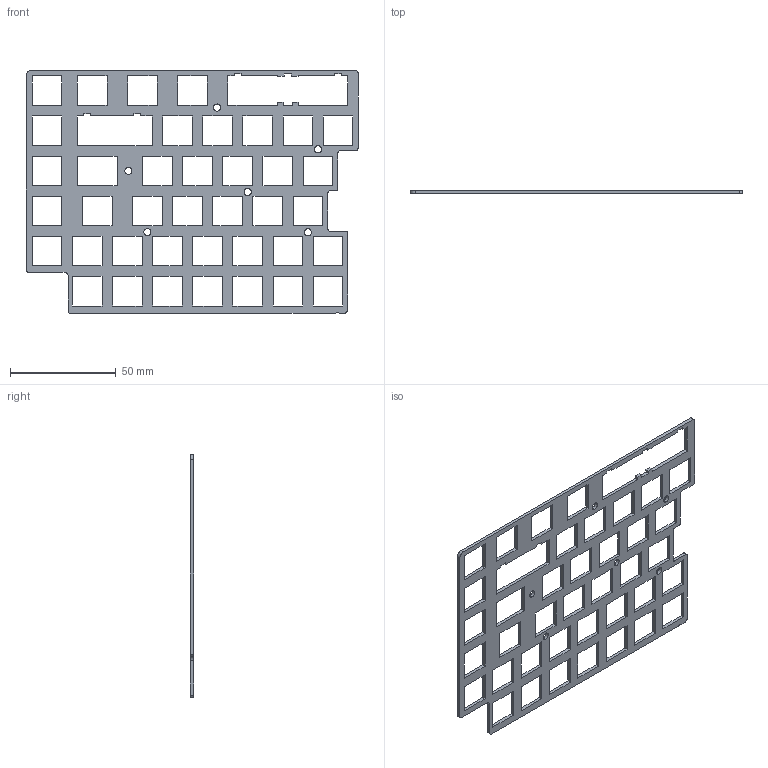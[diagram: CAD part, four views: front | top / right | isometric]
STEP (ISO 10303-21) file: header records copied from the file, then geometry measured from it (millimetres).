
FILE_DESCRIPTION (( 'STEP AP214' ), '1' );
FILE_NAME ('NB-102-0117_snap_left_pcb_plate.STEP', '2022-02-08T07:02:36', ( '' ), ( '' ), 'SwSTEP 2.0', 'SolidWorks 2020', '' );
FILE_SCHEMA (( 'AUTOMOTIVE_DESIGN' ));
Length unit declared in the file: millimetre
Products named in the file (1): NB-102-0117_snap_left_pcb_plate
Bounding box: 157.25 x 1.6 x 115 mm (x, y, z)
Volume: 12786.7 mm3; surface area: 20897.5 mm2
Topology: 1 solids, 1 shells, 236 faces, 702 edges, 468 vertices
Faces by surface type: plane 211, cylinder 25
Entity records: 8018 total; most frequent: CARTESIAN_POINT 1407, ORIENTED_EDGE 1404, DIRECTION 1226, EDGE_CURVE 702, VECTOR 652, LINE 652, VERTEX_POINT 468, EDGE_LOOP 330
